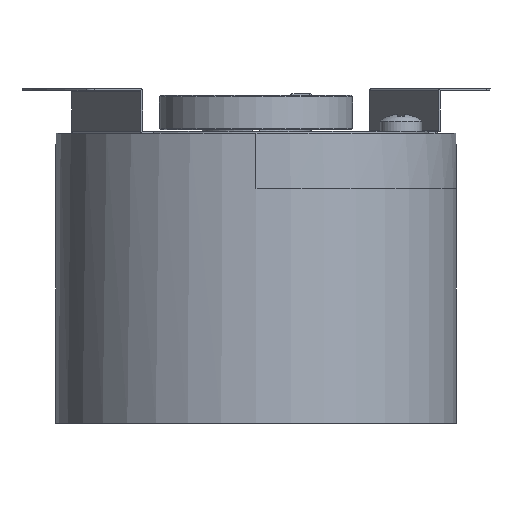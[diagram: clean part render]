
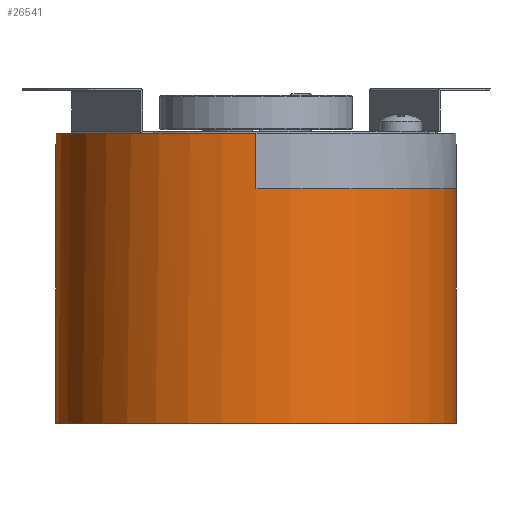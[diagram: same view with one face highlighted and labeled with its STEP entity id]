
A CAD part, front view. The second image highlights one B-rep face of the part: STEP entity #26541.
In plain terms, the highlighted cylindrical face has radius 29 mm (diameter 58 mm), a partial arc.
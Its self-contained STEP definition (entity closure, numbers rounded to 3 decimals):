
#7797=CARTESIAN_POINT('',(0.,0.,0.));
#7798=DIRECTION('',(0.,0.,-1.));
#7799=DIRECTION('',(0.,-1.,0.));
#7800=AXIS2_PLACEMENT_3D('',#7797,#7798,#7799);
#8002=CARTESIAN_POINT('',(-12.537,26.15,-3.));
#8003=CARTESIAN_POINT('',(-12.537,26.15,-3.088));
#8004=CARTESIAN_POINT('',(-12.565,26.137,
-3.263));
#8005=CARTESIAN_POINT('',(-12.706,26.069,
-3.536));
#8006=CARTESIAN_POINT('',(-12.926,25.961,
-3.782));
#8007=CARTESIAN_POINT('',(-13.21,25.817,
-4.005));
#8008=CARTESIAN_POINT('',(-13.55,25.641,
-4.202));
#8009=CARTESIAN_POINT('',(-13.943,25.43,
-4.372));
#8010=CARTESIAN_POINT('',(-14.387,25.182,
-4.512));
#8011=CARTESIAN_POINT('',(-14.886,24.89,
-4.614));
#8012=CARTESIAN_POINT('',(-15.434,24.555,
-4.663));
#8013=CARTESIAN_POINT('',(-16.064,24.148,
-4.629));
#8014=CARTESIAN_POINT('',(-16.609,23.775,
-4.499));
#8015=CARTESIAN_POINT('',(-17.057,23.455,
-4.295));
#8016=CARTESIAN_POINT('',(-17.417,23.188,
-4.024));
#8017=CARTESIAN_POINT('',(-17.678,22.989,
-3.7));
#8018=CARTESIAN_POINT('',(-17.829,22.872,
-3.34));
#8019=CARTESIAN_POINT('',(-17.857,22.85,-3.113));
#8020=CARTESIAN_POINT('',(-17.857,22.85,-3.));
#8022=CARTESIAN_POINT('',(-17.857,22.85,-3.));
#8023=CARTESIAN_POINT('',(-17.857,22.85,-2.887));
#8024=CARTESIAN_POINT('',(-17.829,22.872,
-2.659));
#8025=CARTESIAN_POINT('',(-17.677,22.99,
-2.299));
#8026=CARTESIAN_POINT('',(-17.415,23.189,
-1.974));
#8027=CARTESIAN_POINT('',(-17.055,23.457,
-1.703));
#8028=CARTESIAN_POINT('',(-16.603,23.779,
-1.5));
#8029=CARTESIAN_POINT('',(-16.066,24.146,
-1.372));
#8030=CARTESIAN_POINT('',(-15.439,24.552,
-1.336));
#8031=CARTESIAN_POINT('',(-14.866,24.903,
-1.389));
#8032=CARTESIAN_POINT('',(-14.366,25.193,
-1.493));
#8033=CARTESIAN_POINT('',(-13.924,25.44,
-1.635));
#8034=CARTESIAN_POINT('',(-13.536,25.648,
-1.805));
#8035=CARTESIAN_POINT('',(-13.2,25.822,
-2.002));
#8036=CARTESIAN_POINT('',(-12.92,25.964,
-2.223));
#8037=CARTESIAN_POINT('',(-12.703,26.07,
-2.468));
#8038=CARTESIAN_POINT('',(-12.565,26.137,
-2.739));
#8039=CARTESIAN_POINT('',(-12.537,26.15,-2.913));
#8040=CARTESIAN_POINT('',(-12.537,26.15,-3.));
#8042=DIRECTION('',(0.,0.,-1.));
#8043=VECTOR('',#8042,8.);
#8044=CARTESIAN_POINT('',(0.,-29.,0.));
#8045=LINE('',#8044,#8043);
#8046=DIRECTION('',(0.,0.,-1.));
#8047=VECTOR('',#8046,34.);
#8048=CARTESIAN_POINT('',(29.,0.,-8.));
#8049=LINE('',#8048,#8047);
#8050=DIRECTION('',(0.,0.,1.));
#8051=VECTOR('',#8050,34.);
#8052=CARTESIAN_POINT('',(-29.,0.,-42.));
#8053=LINE('',#8052,#8051);
#8054=CARTESIAN_POINT('',(0.,0.,-8.));
#8055=DIRECTION('',(0.,0.,1.));
#8056=DIRECTION('',(0.,1.,0.));
#8057=AXIS2_PLACEMENT_3D('',#8054,#8055,#8056);
#8059=DIRECTION('',(0.,0.,1.));
#8060=VECTOR('',#8059,2.);
#8061=CARTESIAN_POINT('',(0.,29.,-8.));
#8062=LINE('',#8061,#8060);
#8063=DIRECTION('',(0.,0.,1.));
#8064=VECTOR('',#8063,6.);
#8065=CARTESIAN_POINT('',(-3.05,28.839,-6.));
#8066=LINE('',#8065,#8064);
#8083=CARTESIAN_POINT('',(0.,0.,-8.));
#8084=DIRECTION('',(0.,0.,1.));
#8085=DIRECTION('',(0.,-1.,0.));
#8086=AXIS2_PLACEMENT_3D('',#8083,#8084,#8085);
#8105=CARTESIAN_POINT('',(0.,0.,-42.));
#8106=DIRECTION('',(0.,0.,1.));
#8107=DIRECTION('',(-1.,0.,0.));
#8108=AXIS2_PLACEMENT_3D('',#8105,#8106,#8107);
#9644=CARTESIAN_POINT('',(0.,0.,-6.));
#9645=DIRECTION('',(0.,0.,1.));
#9646=DIRECTION('',(0.,1.,0.));
#9647=AXIS2_PLACEMENT_3D('',#9644,#9645,#9646);
#13286=CARTESIAN_POINT('',(29.,0.,-42.));
#13287=VERTEX_POINT('',#13286);
#13289=CARTESIAN_POINT('',(-29.,0.,-42.));
#13291=VERTEX_POINT('',#13289);
#13664=CARTESIAN_POINT('',(0.,-29.,0.));
#13665=CARTESIAN_POINT('',(-3.05,28.839,0.));
#13666=VERTEX_POINT('',#13664);
#13667=VERTEX_POINT('',#13665);
#13751=CARTESIAN_POINT('',(0.,29.,-6.));
#13753=VERTEX_POINT('',#13751);
#13758=CARTESIAN_POINT('',(-3.05,28.839,-6.));
#13759=VERTEX_POINT('',#13758);
#13764=VERTEX_POINT('',#8002);
#13765=VERTEX_POINT('',#8020);
#16403=CARTESIAN_POINT('',(0.,29.,-8.));
#16404=CARTESIAN_POINT('',(-29.,0.,-8.));
#16405=VERTEX_POINT('',#16403);
#16406=VERTEX_POINT('',#16404);
#16407=CARTESIAN_POINT('',(0.,-29.,-8.));
#16408=CARTESIAN_POINT('',(29.,0.,-8.));
#16409=VERTEX_POINT('',#16407);
#16410=VERTEX_POINT('',#16408);
#26511=CARTESIAN_POINT('',(0.,0.,0.16));
#26512=DIRECTION('',(0.,0.,-1.));
#26513=DIRECTION('',(0.,-1.,0.));
#26514=AXIS2_PLACEMENT_3D('',#26511,#26512,#26513);
#26515=CYLINDRICAL_SURFACE('',#26514,29.);
#26517=ORIENTED_EDGE('',*,*,#26516,.T.);
#26519=ORIENTED_EDGE('',*,*,#26518,.T.);
#26521=ORIENTED_EDGE('',*,*,#26520,.T.);
#26523=ORIENTED_EDGE('',*,*,#26522,.F.);
#26525=ORIENTED_EDGE('',*,*,#26524,.T.);
#26527=ORIENTED_EDGE('',*,*,#26526,.F.);
#26529=ORIENTED_EDGE('',*,*,#26528,.T.);
#26531=ORIENTED_EDGE('',*,*,#26530,.T.);
#26532=ORIENTED_EDGE('',*,*,#26481,.T.);
#26533=ORIENTED_EDGE('',*,*,#26233,.F.);
#26534=EDGE_LOOP('',(#26517,#26519,#26521,#26523,#26525,#26527,#26529,#26531,
#26532,#26533));
#26535=FACE_OUTER_BOUND('',#26534,.F.);
#26536=ORIENTED_EDGE('',*,*,#26501,.T.);
#26538=ORIENTED_EDGE('',*,*,#26537,.T.);
#26539=EDGE_LOOP('',(#26536,#26538));
#26540=FACE_BOUND('',#26539,.F.);
#7801=CIRCLE('',#7800,29.);
#8021=B_SPLINE_CURVE_WITH_KNOTS('',3,(#8002,#8003,#8004,#8005,#8006,#8007,#8008,
#8009,#8010,#8011,#8012,#8013,#8014,#8015,#8016,#8017,#8018,#8019,#8020),
.UNSPECIFIED.,.F.,.F.,(4,1,1,1,1,1,1,1,1,1,1,1,1,1,1,1,4),(0.,0.063,0.125,
0.188,0.25,0.313,0.375,0.438,0.5,0.563,0.625,0.688,
0.75,0.813,0.875,0.938,1.),.UNSPECIFIED.);
#8041=B_SPLINE_CURVE_WITH_KNOTS('',3,(#8022,#8023,#8024,#8025,#8026,#8027,#8028,
#8029,#8030,#8031,#8032,#8033,#8034,#8035,#8036,#8037,#8038,#8039,#8040),
.UNSPECIFIED.,.F.,.F.,(4,1,1,1,1,1,1,1,1,1,1,1,1,1,1,1,4),(0.,0.063,0.125,
0.188,0.25,0.313,0.375,0.438,0.5,0.563,0.625,0.688,
0.75,0.813,0.875,0.938,1.),.UNSPECIFIED.);
#8058=CIRCLE('',#8057,29.);
#8087=CIRCLE('',#8086,29.);
#8109=CIRCLE('',#8108,29.);
#9648=CIRCLE('',#9647,29.);
#26233=EDGE_CURVE('',#13666,#13667,#7801,.T.);
#26481=EDGE_CURVE('',#13759,#13667,#8066,.T.);
#26501=EDGE_CURVE('',#13764,#13765,#8021,.T.);
#26516=EDGE_CURVE('',#13666,#16409,#8045,.T.);
#26518=EDGE_CURVE('',#16409,#16410,#8087,.T.);
#26520=EDGE_CURVE('',#16410,#13287,#8049,.T.);
#26522=EDGE_CURVE('',#13291,#13287,#8109,.T.);
#26524=EDGE_CURVE('',#13291,#16406,#8053,.T.);
#26526=EDGE_CURVE('',#16405,#16406,#8058,.T.);
#26528=EDGE_CURVE('',#16405,#13753,#8062,.T.);
#26530=EDGE_CURVE('',#13753,#13759,#9648,.T.);
#26537=EDGE_CURVE('',#13765,#13764,#8041,.T.);
#26541=ADVANCED_FACE('',(#26535,#26540),#26515,.T.);
